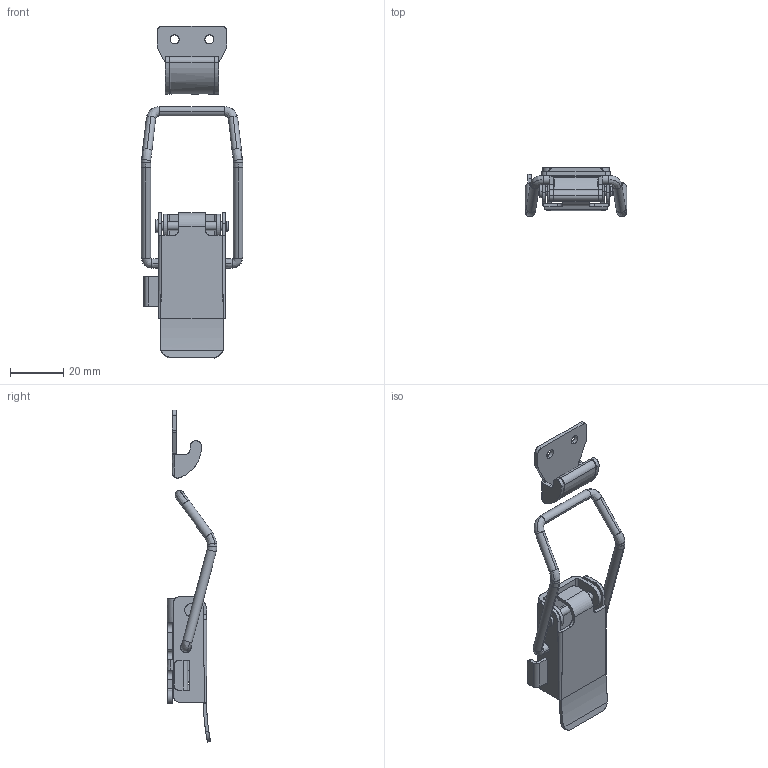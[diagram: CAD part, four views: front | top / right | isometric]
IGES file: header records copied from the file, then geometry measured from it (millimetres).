
Start section: SolidWorks IGES file using analytic representation for surfaces
Global section: file name: TL_424.IGS; native system: SolidWorks 2015; preprocessor: SolidWorks 2015; author: Yoshitsune; date: 180821.102714; units: millimetre
Bounding box: 38 x 18.67 x 124.43 mm (x, y, z)
Surface area: 12128.6 mm2 (no closed solid volume)
Topology: 0 solids, 0 shells, 370 faces, 4255 edges, 4249 vertices
Faces by surface type: bspline 250, revolution 120
